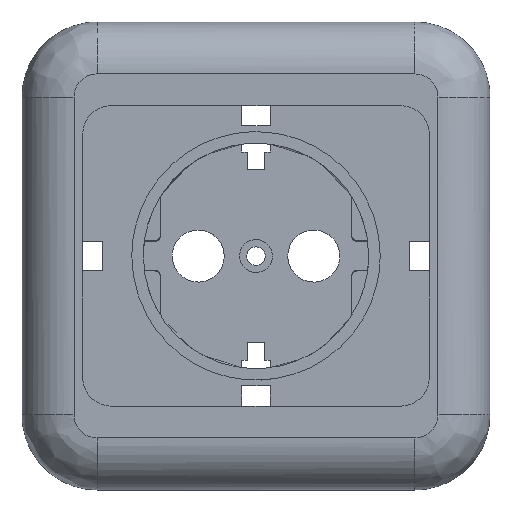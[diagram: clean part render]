
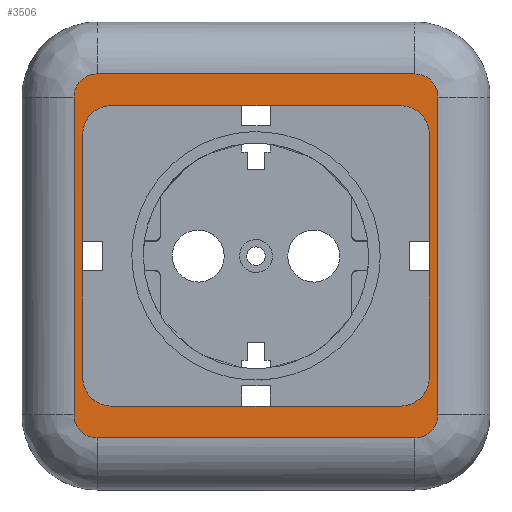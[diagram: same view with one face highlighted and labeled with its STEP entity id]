
A CAD part, top view. The second image highlights one B-rep face of the part: STEP entity #3506.
In plain terms, the highlighted free-form (B-spline) face has degree [1, 1] with [2, 2] control points.
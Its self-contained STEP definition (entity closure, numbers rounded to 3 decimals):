
#1979 = EDGE_CURVE('',#1980,#1982,#1984,.T.);
#1980 = VERTEX_POINT('',#1981);
#1981 = CARTESIAN_POINT('',(-20.338,-21.152,
    10.576));
#1982 = VERTEX_POINT('',#1983);
#1983 = CARTESIAN_POINT('',(20.338,-21.152,
    10.576));
#1984 = B_SPLINE_CURVE_WITH_KNOTS('',1,(#1985,#1986),.UNSPECIFIED.,.F.,
  .F.,(2,2),(0.,50.),.PIECEWISE_BEZIER_KNOTS.);
#1985 = CARTESIAN_POINT('',(-20.338,-21.152,
    10.576));
#1986 = CARTESIAN_POINT('',(20.338,-21.152,
    10.576));
#2300 = EDGE_CURVE('',#2301,#2303,#2305,.T.);
#2301 = VERTEX_POINT('',#2302);
#2302 = CARTESIAN_POINT('',(20.338,21.152,
    10.576));
#2303 = VERTEX_POINT('',#2304);
#2304 = CARTESIAN_POINT('',(-20.338,21.152,
    10.576));
#2305 = B_SPLINE_CURVE_WITH_KNOTS('',1,(#2306,#2307),.UNSPECIFIED.,.F.,
  .F.,(2,2),(0.,50.),.PIECEWISE_BEZIER_KNOTS.);
#2306 = CARTESIAN_POINT('',(20.338,21.152,
    10.576));
#2307 = CARTESIAN_POINT('',(-20.338,21.152,
    10.576));
#2378 = EDGE_CURVE('',#2379,#2381,#2383,.T.);
#2379 = VERTEX_POINT('',#2380);
#2380 = CARTESIAN_POINT('',(-24.406,17.084,
    10.576));
#2381 = VERTEX_POINT('',#2382);
#2382 = CARTESIAN_POINT('',(-24.406,-17.084,
    10.576));
#2383 = B_SPLINE_CURVE_WITH_KNOTS('',1,(#2384,#2385),.UNSPECIFIED.,.F.,
  .F.,(2,2),(0.,42.),.PIECEWISE_BEZIER_KNOTS.);
#2384 = CARTESIAN_POINT('',(-24.406,17.084,
    10.576));
#2385 = CARTESIAN_POINT('',(-24.406,-17.084,
    10.576));
#2410 = EDGE_CURVE('',#2411,#2413,#2415,.T.);
#2411 = VERTEX_POINT('',#2412);
#2412 = CARTESIAN_POINT('',(24.406,-17.084,
    10.576));
#2413 = VERTEX_POINT('',#2414);
#2414 = CARTESIAN_POINT('',(24.406,17.084,
    10.576));
#2415 = B_SPLINE_CURVE_WITH_KNOTS('',1,(#2416,#2417),.UNSPECIFIED.,.F.,
  .F.,(2,2),(0.,42.),.PIECEWISE_BEZIER_KNOTS.);
#2416 = CARTESIAN_POINT('',(24.406,-17.084,
    10.576));
#2417 = CARTESIAN_POINT('',(24.406,17.084,
    10.576));
#3506 = ADVANCED_FACE('',(#3507,#3569),#3599,.T.);
#3507 = FACE_BOUND('',#3508,.T.);
#3508 = EDGE_LOOP('',(#3509,#3518,#3526,#3533,#3541,#3548,#3556,#3563));
#3509 = ORIENTED_EDGE('',*,*,#3510,.T.);
#3510 = EDGE_CURVE('',#3511,#3513,#3515,.T.);
#3511 = VERTEX_POINT('',#3512);
#3512 = CARTESIAN_POINT('',(-25.626,22.372,
    10.576));
#3513 = VERTEX_POINT('',#3514);
#3514 = CARTESIAN_POINT('',(-25.626,-22.372,
    10.576));
#3515 = B_SPLINE_CURVE_WITH_KNOTS('',1,(#3516,#3517),.UNSPECIFIED.,.F.,
  .F.,(2,2),(0.,55.),.PIECEWISE_BEZIER_KNOTS.);
#3516 = CARTESIAN_POINT('',(-25.626,22.372,
    10.576));
#3517 = CARTESIAN_POINT('',(-25.626,-22.372,
    10.576));
#3518 = ORIENTED_EDGE('',*,*,#3519,.F.);
#3519 = EDGE_CURVE('',#3520,#3513,#3522,.T.);
#3520 = VERTEX_POINT('',#3521);
#3521 = CARTESIAN_POINT('',(-22.372,-25.626,
    10.576));
#3522 = ( BOUNDED_CURVE() B_SPLINE_CURVE(2,(#3523,#3524,#3525),
.UNSPECIFIED.,.F.,.F.) B_SPLINE_CURVE_WITH_KNOTS((3,3),(0.,
1.571),.PIECEWISE_BEZIER_KNOTS.) CURVE() 
GEOMETRIC_REPRESENTATION_ITEM() RATIONAL_B_SPLINE_CURVE((1.,
0.707,1.)) REPRESENTATION_ITEM('') );
#3523 = CARTESIAN_POINT('',(-22.372,-25.626,
    10.576));
#3524 = CARTESIAN_POINT('',(-25.626,-25.626,
    10.576));
#3525 = CARTESIAN_POINT('',(-25.626,-22.372,
    10.576));
#3526 = ORIENTED_EDGE('',*,*,#3527,.T.);
#3527 = EDGE_CURVE('',#3520,#3528,#3530,.T.);
#3528 = VERTEX_POINT('',#3529);
#3529 = CARTESIAN_POINT('',(22.372,-25.626,
    10.576));
#3530 = B_SPLINE_CURVE_WITH_KNOTS('',1,(#3531,#3532),.UNSPECIFIED.,.F.,
  .F.,(2,2),(0.,55.),.PIECEWISE_BEZIER_KNOTS.);
#3531 = CARTESIAN_POINT('',(-22.372,-25.626,
    10.576));
#3532 = CARTESIAN_POINT('',(22.372,-25.626,
    10.576));
#3533 = ORIENTED_EDGE('',*,*,#3534,.F.);
#3534 = EDGE_CURVE('',#3535,#3528,#3537,.T.);
#3535 = VERTEX_POINT('',#3536);
#3536 = CARTESIAN_POINT('',(25.626,-22.372,
    10.576));
#3537 = ( BOUNDED_CURVE() B_SPLINE_CURVE(2,(#3538,#3539,#3540),
.UNSPECIFIED.,.F.,.F.) B_SPLINE_CURVE_WITH_KNOTS((3,3),(0.,
1.571),.PIECEWISE_BEZIER_KNOTS.) CURVE() 
GEOMETRIC_REPRESENTATION_ITEM() RATIONAL_B_SPLINE_CURVE((1.,
0.707,1.)) REPRESENTATION_ITEM('') );
#3538 = CARTESIAN_POINT('',(25.626,-22.372,
    10.576));
#3539 = CARTESIAN_POINT('',(25.626,-25.626,
    10.576));
#3540 = CARTESIAN_POINT('',(22.372,-25.626,
    10.576));
#3541 = ORIENTED_EDGE('',*,*,#3542,.T.);
#3542 = EDGE_CURVE('',#3535,#3543,#3545,.T.);
#3543 = VERTEX_POINT('',#3544);
#3544 = CARTESIAN_POINT('',(25.626,22.372,
    10.576));
#3545 = B_SPLINE_CURVE_WITH_KNOTS('',1,(#3546,#3547),.UNSPECIFIED.,.F.,
  .F.,(2,2),(0.,55.),.PIECEWISE_BEZIER_KNOTS.);
#3546 = CARTESIAN_POINT('',(25.626,-22.372,
    10.576));
#3547 = CARTESIAN_POINT('',(25.626,22.372,
    10.576));
#3548 = ORIENTED_EDGE('',*,*,#3549,.F.);
#3549 = EDGE_CURVE('',#3550,#3543,#3552,.T.);
#3550 = VERTEX_POINT('',#3551);
#3551 = CARTESIAN_POINT('',(22.372,25.626,
    10.576));
#3552 = ( BOUNDED_CURVE() B_SPLINE_CURVE(2,(#3553,#3554,#3555),
.UNSPECIFIED.,.F.,.F.) B_SPLINE_CURVE_WITH_KNOTS((3,3),(0.,
1.571),.PIECEWISE_BEZIER_KNOTS.) CURVE() 
GEOMETRIC_REPRESENTATION_ITEM() RATIONAL_B_SPLINE_CURVE((1.,
0.707,1.)) REPRESENTATION_ITEM('') );
#3553 = CARTESIAN_POINT('',(22.372,25.626,
    10.576));
#3554 = CARTESIAN_POINT('',(25.626,25.626,
    10.576));
#3555 = CARTESIAN_POINT('',(25.626,22.372,
    10.576));
#3556 = ORIENTED_EDGE('',*,*,#3557,.T.);
#3557 = EDGE_CURVE('',#3550,#3558,#3560,.T.);
#3558 = VERTEX_POINT('',#3559);
#3559 = CARTESIAN_POINT('',(-22.372,25.626,
    10.576));
#3560 = B_SPLINE_CURVE_WITH_KNOTS('',1,(#3561,#3562),.UNSPECIFIED.,.F.,
  .F.,(2,2),(0.,55.),.PIECEWISE_BEZIER_KNOTS.);
#3561 = CARTESIAN_POINT('',(22.372,25.626,
    10.576));
#3562 = CARTESIAN_POINT('',(-22.372,25.626,
    10.576));
#3563 = ORIENTED_EDGE('',*,*,#3564,.F.);
#3564 = EDGE_CURVE('',#3511,#3558,#3565,.T.);
#3565 = ( BOUNDED_CURVE() B_SPLINE_CURVE(2,(#3566,#3567,#3568),
.UNSPECIFIED.,.F.,.F.) B_SPLINE_CURVE_WITH_KNOTS((3,3),(0.,
1.571),.PIECEWISE_BEZIER_KNOTS.) CURVE() 
GEOMETRIC_REPRESENTATION_ITEM() RATIONAL_B_SPLINE_CURVE((1.,
0.707,1.)) REPRESENTATION_ITEM('') );
#3566 = CARTESIAN_POINT('',(-25.626,22.372,
    10.576));
#3567 = CARTESIAN_POINT('',(-25.626,25.626,
    10.576));
#3568 = CARTESIAN_POINT('',(-22.372,25.626,
    10.576));
#3569 = FACE_BOUND('',#3570,.T.);
#3570 = EDGE_LOOP('',(#3571,#3572,#3578,#3579,#3585,#3586,#3592,#3593));
#3571 = ORIENTED_EDGE('',*,*,#2300,.F.);
#3572 = ORIENTED_EDGE('',*,*,#3573,.F.);
#3573 = EDGE_CURVE('',#2413,#2301,#3574,.T.);
#3574 = ( BOUNDED_CURVE() B_SPLINE_CURVE(2,(#3575,#3576,#3577),
.UNSPECIFIED.,.F.,.F.) B_SPLINE_CURVE_WITH_KNOTS((3,3),(0.,
1.571),.PIECEWISE_BEZIER_KNOTS.) CURVE() 
GEOMETRIC_REPRESENTATION_ITEM() RATIONAL_B_SPLINE_CURVE((1.,
0.707,1.)) REPRESENTATION_ITEM('') );
#3575 = CARTESIAN_POINT('',(24.406,17.084,
    10.576));
#3576 = CARTESIAN_POINT('',(24.406,21.152,
    10.576));
#3577 = CARTESIAN_POINT('',(20.338,21.152,
    10.576));
#3578 = ORIENTED_EDGE('',*,*,#2410,.F.);
#3579 = ORIENTED_EDGE('',*,*,#3580,.F.);
#3580 = EDGE_CURVE('',#1982,#2411,#3581,.T.);
#3581 = ( BOUNDED_CURVE() B_SPLINE_CURVE(2,(#3582,#3583,#3584),
.UNSPECIFIED.,.F.,.F.) B_SPLINE_CURVE_WITH_KNOTS((3,3),(0.,
1.571),.PIECEWISE_BEZIER_KNOTS.) CURVE() 
GEOMETRIC_REPRESENTATION_ITEM() RATIONAL_B_SPLINE_CURVE((1.,
0.707,1.)) REPRESENTATION_ITEM('') );
#3582 = CARTESIAN_POINT('',(20.338,-21.152,
    10.576));
#3583 = CARTESIAN_POINT('',(24.406,-21.152,
    10.576));
#3584 = CARTESIAN_POINT('',(24.406,-17.084,
    10.576));
#3585 = ORIENTED_EDGE('',*,*,#1979,.F.);
#3586 = ORIENTED_EDGE('',*,*,#3587,.F.);
#3587 = EDGE_CURVE('',#2381,#1980,#3588,.T.);
#3588 = ( BOUNDED_CURVE() B_SPLINE_CURVE(2,(#3589,#3590,#3591),
.UNSPECIFIED.,.F.,.F.) B_SPLINE_CURVE_WITH_KNOTS((3,3),(0.,
1.571),.PIECEWISE_BEZIER_KNOTS.) CURVE() 
GEOMETRIC_REPRESENTATION_ITEM() RATIONAL_B_SPLINE_CURVE((1.,
0.707,1.)) REPRESENTATION_ITEM('') );
#3589 = CARTESIAN_POINT('',(-24.406,-17.084,
    10.576));
#3590 = CARTESIAN_POINT('',(-24.406,-21.152,
    10.576));
#3591 = CARTESIAN_POINT('',(-20.338,-21.152,
    10.576));
#3592 = ORIENTED_EDGE('',*,*,#2378,.F.);
#3593 = ORIENTED_EDGE('',*,*,#3594,.F.);
#3594 = EDGE_CURVE('',#2303,#2379,#3595,.T.);
#3595 = ( BOUNDED_CURVE() B_SPLINE_CURVE(2,(#3596,#3597,#3598),
.UNSPECIFIED.,.F.,.F.) B_SPLINE_CURVE_WITH_KNOTS((3,3),(0.,
1.571),.PIECEWISE_BEZIER_KNOTS.) CURVE() 
GEOMETRIC_REPRESENTATION_ITEM() RATIONAL_B_SPLINE_CURVE((1.,
0.707,1.)) REPRESENTATION_ITEM('') );
#3596 = CARTESIAN_POINT('',(-20.338,21.152,
    10.576));
#3597 = CARTESIAN_POINT('',(-24.406,21.152,
    10.576));
#3598 = CARTESIAN_POINT('',(-24.406,17.084,
    10.576));
#3599 = B_SPLINE_SURFACE_WITH_KNOTS('',1,1,(
    (#3600,#3601)
    ,(#3602,#3603
    )),.UNSPECIFIED.,.F.,.F.,.F.,(2,2),(2,2),(-31.5,31.5),(-31.5,31.5),
  .PIECEWISE_BEZIER_KNOTS.);
#3600 = CARTESIAN_POINT('',(-25.626,-25.626,
    10.576));
#3601 = CARTESIAN_POINT('',(-25.626,25.626,
    10.576));
#3602 = CARTESIAN_POINT('',(25.626,-25.626,
    10.576));
#3603 = CARTESIAN_POINT('',(25.626,25.626,
    10.576));
